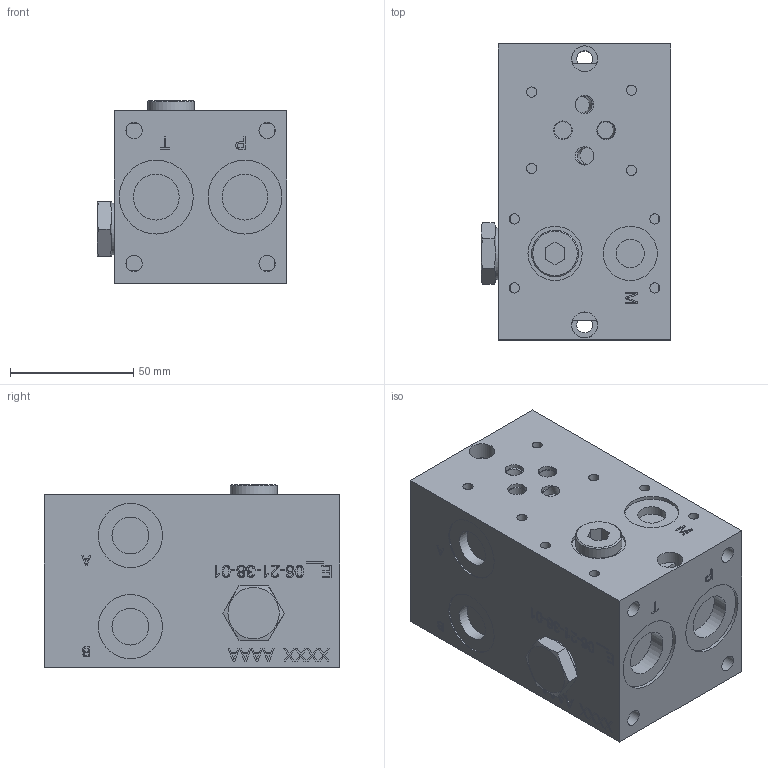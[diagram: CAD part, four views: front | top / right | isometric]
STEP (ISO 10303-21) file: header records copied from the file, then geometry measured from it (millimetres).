
FILE_DESCRIPTION(/* description */ ('Unknown'),/* implementation_level */ '2;1');
FILE_NAME(/* name */ 'E_06-21-38-1-0 CUSTOMER',/* time_stamp */ '2020-06-16T16:22:24+02:00',/* author */ ('Unknown'),/* organization */ ('Unknown'),/* preprocessor_version */ 'ST-DEVELOPER v16.7',/* originating_system */ 'DEX',/* authorisation */ $);
FILE_SCHEMA (('AUTOMOTIVE_DESIGN {1 0 10303 214 3 1 1}'));
Length unit declared in the file: millimetre
Products named in the file (5): 4_2210100020 CUSTOMER; 4_2210102020_3 PER CLIENTE; Tappo_Ex_Inc_14 con or; RONDELLA RAME M12; TVMDC
Assembly tree (4 placements, depth 2):
  4_2210100020 CUSTOMER
    4_2210102020_3 PER CLIENTE
    Tappo_Ex_Inc_14 con or
    RONDELLA RAME M12
    TVMDC
Bounding box: 77 x 120 x 74.1 mm (x, y, z)
Volume: 576463.4 mm3; surface area: 58336.1 mm2
Topology: 5 solids, 5 shells, 483 faces, 1174 edges, 782 vertices
Faces by surface type: plane 309, cylinder 77, bspline 57, cone 35, torus 5
Full cylindrical faces by diameter (mm): 4.134 x8, 6.5 x2, 6.647 x8, 7 x4, 7.5 x4, 10 x2, 10.5 x2, 11.445 x2, 12 x1, 12.3 x1, 14 x1, 14.95 x2, 17 x1, 17.8 x1, 18 x1, 18.631 x4, 19 x1, 20 x1, 21 x2, 22 x2, 26 x2, 30 x4
Entity records: 18709 total; most frequent: CARTESIAN_POINT 5703, ORIENTED_EDGE 2114, DIRECTION 1588, EDGE_CURVE 1057, VERTEX_POINT 747, FACE_BOUND 652, EDGE_LOOP 651, AXIS2_PLACEMENT_3D 606
